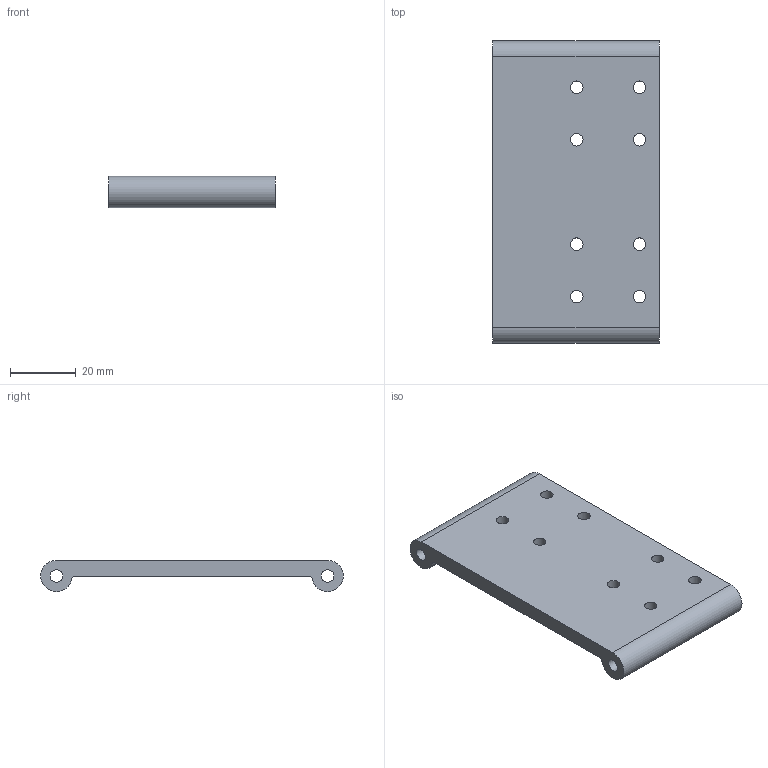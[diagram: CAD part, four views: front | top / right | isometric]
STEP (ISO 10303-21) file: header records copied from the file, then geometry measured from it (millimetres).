
FILE_DESCRIPTION(/* description */ ('STEP AP214'),/* implementation_level */ '2;1');
FILE_NAME(/* name */ '5fd2f3579e450d0ea1d0d8f7',/* time_stamp */ '2020-12-11T04:19:35+00:00',/* author */ (''),/* organization */ (''),/* preprocessor_version */ 'ST-DEVELOPER v18.1',/* originating_system */ ' ',/* authorisation */ ' ');
FILE_SCHEMA (('AUTOMOTIVE_DESIGN {1 0 10303 214 3 1 1}'));
Length unit declared in the file: metre
Products named in the file (1): Part 1
Bounding box: 50.8 x 92.07 x 9.52 mm (x, y, z)
Volume: 23844.1 mm3; surface area: 12581.9 mm2
Topology: 1 solids, 1 shells, 18 faces, 56 edges, 40 vertices
Faces by surface type: cylinder 14, plane 4
Full cylindrical faces by diameter (mm): 3.797 x10
Entity records: 600 total; most frequent: DIRECTION 104, CARTESIAN_POINT 89, ORIENTED_EDGE 76, EDGE_LOOP 48, FACE_BOUND 48, AXIS2_PLACEMENT_3D 47, EDGE_CURVE 38, VERTEX_POINT 32
